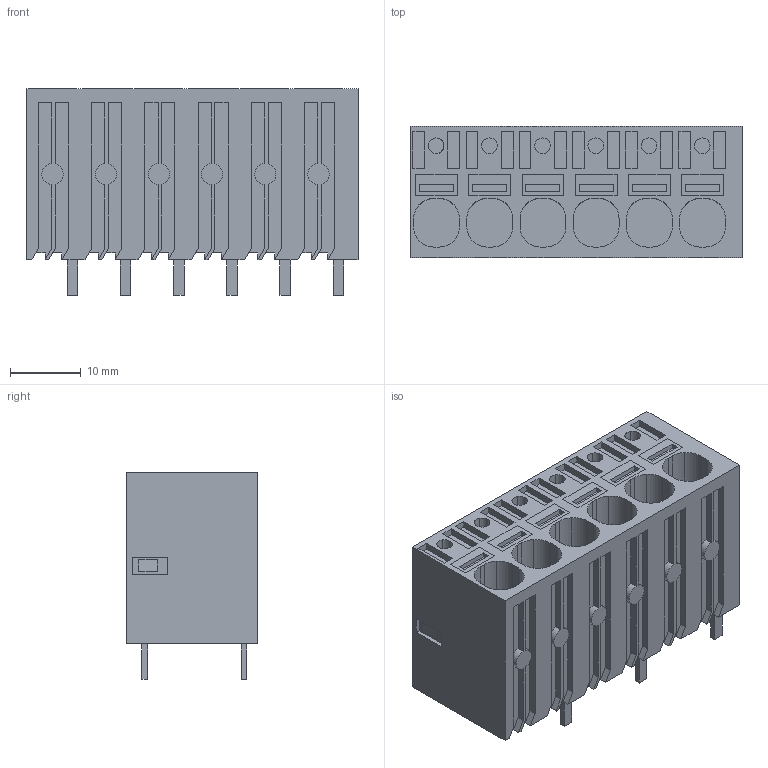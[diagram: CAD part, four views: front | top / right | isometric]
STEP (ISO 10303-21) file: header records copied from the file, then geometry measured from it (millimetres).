
FILE_DESCRIPTION(('CATIA V5 STEP Exchange','CAx-IF Rec.Pracs.--- Model Styling and Organization---1.4--- 2014-01-23'),'2;1');
FILE_NAME ('D1462820_1_2491660000_2491660000.stp','2018-11-19T15:31:58+00:00',('none'),('Weidmueller'),'CATIA Version 5-6 Release 2016 SP3 HF44','CATIA V5 STEP AP214','none');
FILE_SCHEMA(('AUTOMOTIVE_DESIGN { 1 0 10303 214 1 1 1 1 }'));
Length unit declared in the file: millimetre
Products named in the file (1): 2491660000
Bounding box: 46.8 x 18.5 x 29.15 mm (x, y, z)
Volume: 18396.4 mm3; surface area: 8048 mm2
Topology: 13 solids, 13 shells, 495 faces, 1279 edges, 848 vertices
Faces by surface type: plane 423, cylinder 72
Entity records: 14467 total; most frequent: ORIENTED_EDGE 2558, CARTESIAN_POINT 2484, DIRECTION 1957, EDGE_CURVE 1279, VECTOR 1135, LINE 1135, VERTEX_POINT 848, EDGE_LOOP 533
